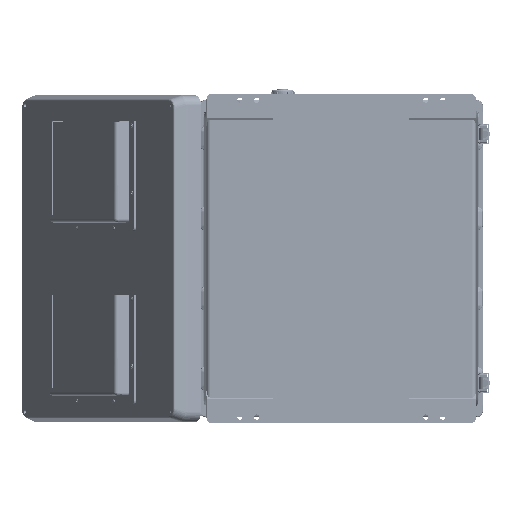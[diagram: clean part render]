
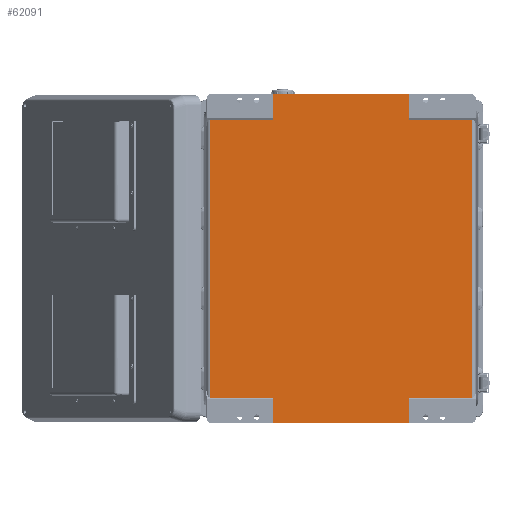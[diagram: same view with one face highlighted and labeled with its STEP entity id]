
A CAD part, front view. The second image highlights one B-rep face of the part: STEP entity #62091.
In plain terms, the highlighted planar face has unit normal (0, -1, 0).
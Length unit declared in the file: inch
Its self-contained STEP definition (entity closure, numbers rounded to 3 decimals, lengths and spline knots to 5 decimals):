
#513 = ORIENTED_EDGE ( 'NONE', *, *, #56801, .T. ) ;
#1401 = VECTOR ( 'NONE', #36188, 39.37008 ) ;
#2013 = VERTEX_POINT ( 'NONE', #49266 ) ;
#2883 = DIRECTION ( 'NONE',  ( 0., 0., 1. ) ) ;
#4548 = VECTOR ( 'NONE', #8631, 39.37008 ) ;
#6067 = FACE_OUTER_BOUND ( 'NONE', #101525, .T. ) ;
#6197 = LINE ( 'NONE', #81111, #119724 ) ;
#8631 = DIRECTION ( 'NONE',  ( -1., 0., 0. ) ) ;
#11411 = VECTOR ( 'NONE', #106496, 39.37008 ) ;
#15212 = VECTOR ( 'NONE', #82538, 39.37008 ) ;
#15901 = VERTEX_POINT ( 'NONE', #149125 ) ;
#16900 = DIRECTION ( 'NONE',  ( -1., 0., 0. ) ) ;
#18047 = CARTESIAN_POINT ( 'NONE',  ( -7.73754, 0.05906, -1.51961 ) ) ;
#18974 = VECTOR ( 'NONE', #158691, 39.37008 ) ;
#20140 = CARTESIAN_POINT ( 'NONE',  ( 8.11811, 0.05906, -1.51961 ) ) ;
#22980 = LINE ( 'NONE', #112706, #1401 ) ;
#25929 = LINE ( 'NONE', #161835, #151691 ) ;
#26087 = DIRECTION ( 'NONE',  ( 0., 0., -1. ) ) ;
#30798 = PLANE ( 'NONE',  #155434 ) ;
#31579 = LINE ( 'NONE', #119612, #11411 ) ;
#32355 = CARTESIAN_POINT ( 'NONE',  ( 7.73754, 0.05906, -1.51961 ) ) ;
#32418 = CARTESIAN_POINT ( 'NONE',  ( 8.11811, 0.05906, -1.51961 ) ) ;
#34909 = EDGE_CURVE ( 'NONE', #15901, #2013, #22980, .T. ) ;
#35300 = EDGE_CURVE ( 'NONE', #109106, #2013, #140388, .T. ) ;
#36188 = DIRECTION ( 'NONE',  ( -1., 0., 0. ) ) ;
#37501 = VERTEX_POINT ( 'NONE', #157542 ) ;
#45538 = CARTESIAN_POINT ( 'NONE',  ( 7.73754, 0.05906, -1.51961 ) ) ;
#48544 = VERTEX_POINT ( 'NONE', #87590 ) ;
#48938 = LINE ( 'NONE', #20140, #4548 ) ;
#49266 = CARTESIAN_POINT ( 'NONE',  ( -4.03163, 0.05906, 0. ) ) ;
#50103 = VECTOR ( 'NONE', #82154, 39.37008 ) ;
#51468 = EDGE_CURVE ( 'NONE', #37501, #109106, #119143, .T. ) ;
#52669 = ORIENTED_EDGE ( 'NONE', *, *, #134922, .T. ) ;
#52736 = ORIENTED_EDGE ( 'NONE', *, *, #82832, .T. ) ;
#54962 = VECTOR ( 'NONE', #26087, 39.37008 ) ;
#56801 = EDGE_CURVE ( 'NONE', #48544, #15901, #25929, .T. ) ;
#59735 = CARTESIAN_POINT ( 'NONE',  ( 4.03163, 0.05906, -17.96858 ) ) ;
#60401 = EDGE_CURVE ( 'NONE', #63252, #134981, #158759, .T. ) ;
#60580 = ORIENTED_EDGE ( 'NONE', *, *, #125833, .T. ) ;
#62091 = ADVANCED_FACE ( 'NONE', ( #6067 ), #30798, .F. ) ;
#63252 = VERTEX_POINT ( 'NONE', #153263 ) ;
#66662 = LINE ( 'NONE', #18047, #151694 ) ;
#67017 = DIRECTION ( 'NONE',  ( 0., 1., 0. ) ) ;
#72308 = VERTEX_POINT ( 'NONE', #98070 ) ;
#72345 = CARTESIAN_POINT ( 'NONE',  ( 4.03163, 0.05906, -19.48819 ) ) ;
#73004 = CARTESIAN_POINT ( 'NONE',  ( -8.11811, 0.05906, -1.51961 ) ) ;
#75218 = VECTOR ( 'NONE', #2883, 39.37008 ) ;
#79748 = CARTESIAN_POINT ( 'NONE',  ( 8.11811, 0.05906, -17.96858 ) ) ;
#81111 = CARTESIAN_POINT ( 'NONE',  ( 8.11811, 0.05906, -19.48819 ) ) ;
#82154 = DIRECTION ( 'NONE',  ( -1., 0., 0. ) ) ;
#82538 = DIRECTION ( 'NONE',  ( 0., 0., 1. ) ) ;
#82597 = DIRECTION ( 'NONE',  ( 0., 0., 1. ) ) ;
#82832 = EDGE_CURVE ( 'NONE', #126452, #152695, #31579, .T. ) ;
#83422 = ORIENTED_EDGE ( 'NONE', *, *, #60401, .F. ) ;
#85146 = EDGE_CURVE ( 'NONE', #63252, #114161, #145119, .T. ) ;
#85525 = VERTEX_POINT ( 'NONE', #72345 ) ;
#86606 = CARTESIAN_POINT ( 'NONE',  ( -7.73754, 0.05906, -17.96858 ) ) ;
#87590 = CARTESIAN_POINT ( 'NONE',  ( 4.03163, 0.05906, -1.51961 ) ) ;
#88189 = ORIENTED_EDGE ( 'NONE', *, *, #121160, .F. ) ;
#96878 = ORIENTED_EDGE ( 'NONE', *, *, #153152, .F. ) ;
#97560 = CARTESIAN_POINT ( 'NONE',  ( -4.03163, 0.05906, -1.51961 ) ) ;
#98070 = CARTESIAN_POINT ( 'NONE',  ( -4.03163, 0.05906, -19.48819 ) ) ;
#101525 = EDGE_LOOP ( 'NONE', ( #88189, #52736, #52669, #110048, #96878, #83422, #159041, #60580, #513, #120936, #135955, #122979 ) ) ;
#104544 = DIRECTION ( 'NONE',  ( 0., 0., 1. ) ) ;
#105678 = CARTESIAN_POINT ( 'NONE',  ( -4.03163, 0.05906, -17.96858 ) ) ;
#106496 = DIRECTION ( 'NONE',  ( 1., 0., 0. ) ) ;
#106719 = LINE ( 'NONE', #131399, #145573 ) ;
#109106 = VERTEX_POINT ( 'NONE', #97560 ) ;
#110048 = ORIENTED_EDGE ( 'NONE', *, *, #135571, .F. ) ;
#110788 = DIRECTION ( 'NONE',  ( 0., 0., 1. ) ) ;
#112706 = CARTESIAN_POINT ( 'NONE',  ( 8.11811, 0.05906, 0. ) ) ;
#114161 = VERTEX_POINT ( 'NONE', #45538 ) ;
#119029 = DIRECTION ( 'NONE',  ( 0., 0., -1. ) ) ;
#119143 = LINE ( 'NONE', #73004, #18974 ) ;
#119612 = CARTESIAN_POINT ( 'NONE',  ( -8.11811, 0.05906, -17.96858 ) ) ;
#119724 = VECTOR ( 'NONE', #16900, 39.37008 ) ;
#120936 = ORIENTED_EDGE ( 'NONE', *, *, #34909, .T. ) ;
#121160 = EDGE_CURVE ( 'NONE', #126452, #37501, #66662, .T. ) ;
#122979 = ORIENTED_EDGE ( 'NONE', *, *, #51468, .F. ) ;
#125833 = EDGE_CURVE ( 'NONE', #114161, #48544, #48938, .T. ) ;
#126452 = VERTEX_POINT ( 'NONE', #86606 ) ;
#126495 = CARTESIAN_POINT ( 'NONE',  ( 4.03163, 0.05906, -20.34606 ) ) ;
#128008 = CARTESIAN_POINT ( 'NONE',  ( -4.03163, 0.05906, 0.85787 ) ) ;
#131399 = CARTESIAN_POINT ( 'NONE',  ( -4.03163, 0.05906, -20.34606 ) ) ;
#134922 = EDGE_CURVE ( 'NONE', #152695, #72308, #106719, .T. ) ;
#134981 = VERTEX_POINT ( 'NONE', #59735 ) ;
#135571 = EDGE_CURVE ( 'NONE', #85525, #72308, #6197, .T. ) ;
#135955 = ORIENTED_EDGE ( 'NONE', *, *, #35300, .F. ) ;
#140388 = LINE ( 'NONE', #128008, #75218 ) ;
#145119 = LINE ( 'NONE', #32355, #15212 ) ;
#145573 = VECTOR ( 'NONE', #119029, 39.37008 ) ;
#149125 = CARTESIAN_POINT ( 'NONE',  ( 4.03163, 0.05906, 0. ) ) ;
#149641 = LINE ( 'NONE', #126495, #54962 ) ;
#151691 = VECTOR ( 'NONE', #110788, 39.37008 ) ;
#151694 = VECTOR ( 'NONE', #104544, 39.37008 ) ;
#152695 = VERTEX_POINT ( 'NONE', #105678 ) ;
#153152 = EDGE_CURVE ( 'NONE', #134981, #85525, #149641, .T. ) ;
#153263 = CARTESIAN_POINT ( 'NONE',  ( 7.73754, 0.05906, -17.96858 ) ) ;
#155434 = AXIS2_PLACEMENT_3D ( 'NONE', #32418, #67017, #82597 ) ;
#157542 = CARTESIAN_POINT ( 'NONE',  ( -7.73754, 0.05906, -1.51961 ) ) ;
#158691 = DIRECTION ( 'NONE',  ( 1., 0., 0. ) ) ;
#158759 = LINE ( 'NONE', #79748, #50103 ) ;
#159041 = ORIENTED_EDGE ( 'NONE', *, *, #85146, .T. ) ;
#161835 = CARTESIAN_POINT ( 'NONE',  ( 4.03163, 0.05906, 0.85787 ) ) ;
